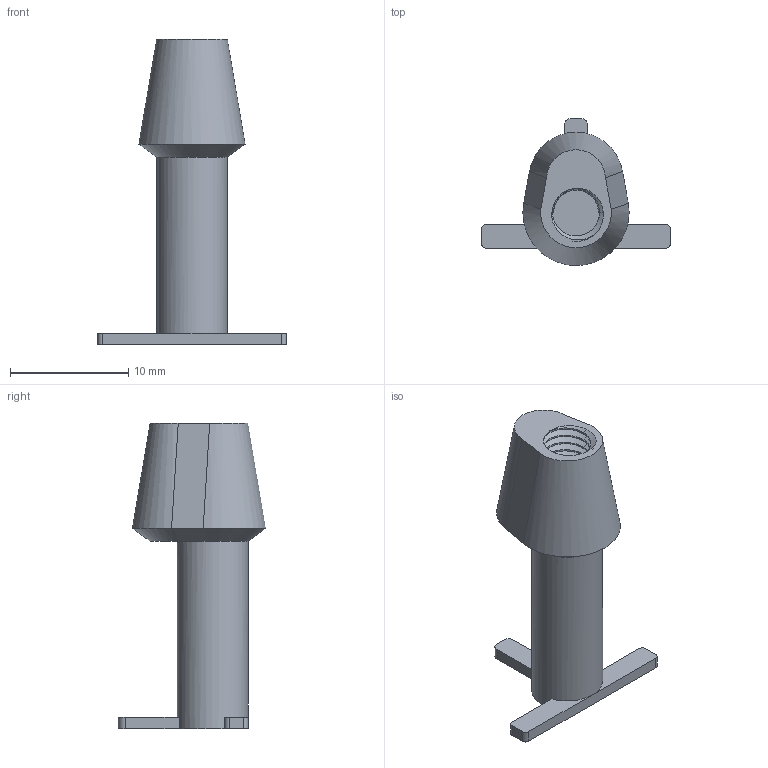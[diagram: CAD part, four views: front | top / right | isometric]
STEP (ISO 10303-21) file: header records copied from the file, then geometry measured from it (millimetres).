
FILE_DESCRIPTION(('FreeCAD Model'),'2;1');
FILE_NAME('fejbefogo2.step','2016-09-27T08:27:03',('Author'), (''),'Open CASCADE STEP processor 6.8','FreeCAD','Unknown');
FILE_SCHEMA(('AUTOMOTIVE_DESIGN_CC2 { 1 2 10303 214 -1 1 5 4 }'));
Length unit declared in the file: millimetre
Products named in the file (2): ASSEMBLY; Cut001
Assembly tree (1 placements, depth 2):
  ASSEMBLY
    Cut001
Bounding box: 16 x 12.5 x 25.9 mm (x, y, z)
Volume: 939.1 mm3; surface area: 987 mm2
Topology: 1 solids, 1 shells, 72 faces, 169 edges, 100 vertices
Faces by surface type: bspline 34, cylinder 20, plane 18
Full cylindrical faces by diameter (mm): 4 x11, 6 x1
Entity records: 14254 total; most frequent: CARTESIAN_POINT 11246, DIRECTION 401, ORIENTED_EDGE 338, PCURVE 338, DEFINITIONAL_REPRESENTATION 338, LINE 234, VECTOR 234, B_SPLINE_CURVE_WITH_KNOTS 210
